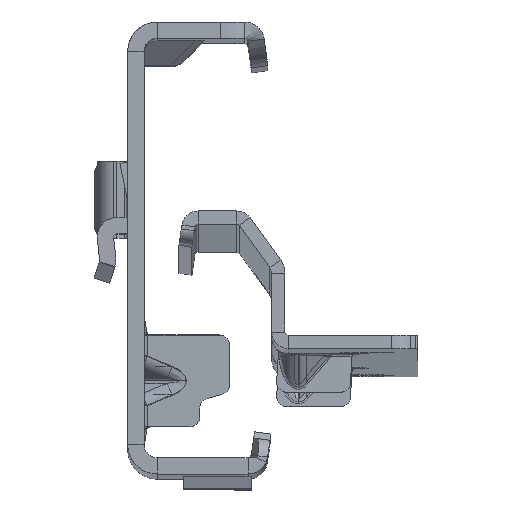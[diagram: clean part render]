
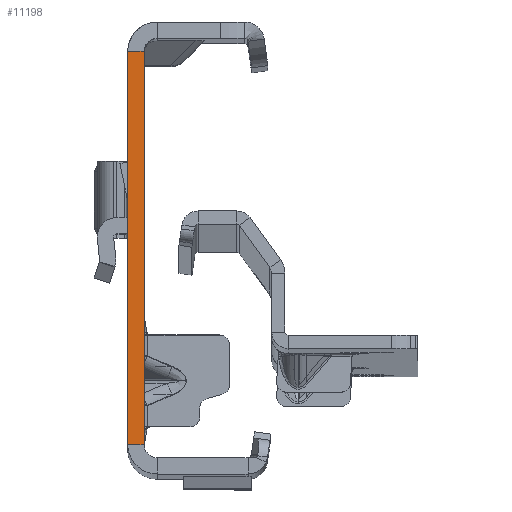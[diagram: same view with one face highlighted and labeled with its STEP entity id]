
A CAD part, top view. The second image highlights one B-rep face of the part: STEP entity #11198.
In plain terms, the highlighted planar face has unit normal (0, 0, 1).
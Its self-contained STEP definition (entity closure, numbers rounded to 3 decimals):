
#836 = CARTESIAN_POINT ( 'NONE',  ( 0., -30., 0. ) ) ;
#1476 = CARTESIAN_POINT ( 'NONE',  ( 0., -30., 0. ) ) ;
#1478 = VERTEX_POINT ( 'NONE', #16555 ) ;
#2635 = DIRECTION ( 'NONE',  ( 0., -1., 0. ) ) ;
#2808 = PLANE ( 'NONE',  #10955 ) ;
#4630 = ORIENTED_EDGE ( 'NONE', *, *, #5433, .T. ) ;
#4666 = EDGE_CURVE ( 'NONE', #16634, #14932, #8402, .T. ) ;
#4739 = ORIENTED_EDGE ( 'NONE', *, *, #8119, .F. ) ;
#4792 = VECTOR ( 'NONE', #11281, 1000. ) ;
#5200 = DIRECTION ( 'NONE',  ( -1., 0., 0. ) ) ;
#5433 = EDGE_CURVE ( 'NONE', #16634, #1478, #13928, .T. ) ;
#5710 = CARTESIAN_POINT ( 'NONE',  ( 0., 30., 0. ) ) ;
#5832 = DIRECTION ( 'NONE',  ( 0., -1., 0. ) ) ;
#6190 = VECTOR ( 'NONE', #2635, 1000. ) ;
#8119 = EDGE_CURVE ( 'NONE', #14932, #16922, #13339, .T. ) ;
#8402 = LINE ( 'NONE', #10046, #10366 ) ;
#8970 = VECTOR ( 'NONE', #5200, 1000. ) ;
#10036 = ORIENTED_EDGE ( 'NONE', *, *, #4666, .F. ) ;
#10046 = CARTESIAN_POINT ( 'NONE',  ( 0., -32., 0. ) ) ;
#10311 = ORIENTED_EDGE ( 'NONE', *, *, #17784, .T. ) ;
#10366 = VECTOR ( 'NONE', #5832, 1000. ) ;
#10955 = AXIS2_PLACEMENT_3D ( 'NONE', #11202, #11116, #16666 ) ;
#11116 = DIRECTION ( 'NONE',  ( 0., 0., 1. ) ) ;
#11198 = ADVANCED_FACE ( 'NONE', ( #15051 ), #2808, .T. ) ;
#11202 = CARTESIAN_POINT ( 'NONE',  ( -2.5, -32., 0. ) ) ;
#11281 = DIRECTION ( 'NONE',  ( -1., 0., 0. ) ) ;
#12626 = EDGE_LOOP ( 'NONE', ( #10036, #4630, #10311, #4739 ) ) ;
#13339 = LINE ( 'NONE', #836, #8970 ) ;
#13764 = CARTESIAN_POINT ( 'NONE',  ( 0., 30., 0. ) ) ;
#13928 = LINE ( 'NONE', #5710, #4792 ) ;
#14932 = VERTEX_POINT ( 'NONE', #1476 ) ;
#15051 = FACE_OUTER_BOUND ( 'NONE', #12626, .T. ) ;
#16295 = CARTESIAN_POINT ( 'NONE',  ( -2.5, -30., 0. ) ) ;
#16555 = CARTESIAN_POINT ( 'NONE',  ( -2.5, 30., 0. ) ) ;
#16634 = VERTEX_POINT ( 'NONE', #13764 ) ;
#16666 = DIRECTION ( 'NONE',  ( 1., 0., 0. ) ) ;
#16856 = CARTESIAN_POINT ( 'NONE',  ( -2.5, -32., 0. ) ) ;
#16922 = VERTEX_POINT ( 'NONE', #16295 ) ;
#17784 = EDGE_CURVE ( 'NONE', #1478, #16922, #18046, .T. ) ;
#18046 = LINE ( 'NONE', #16856, #6190 ) ;
